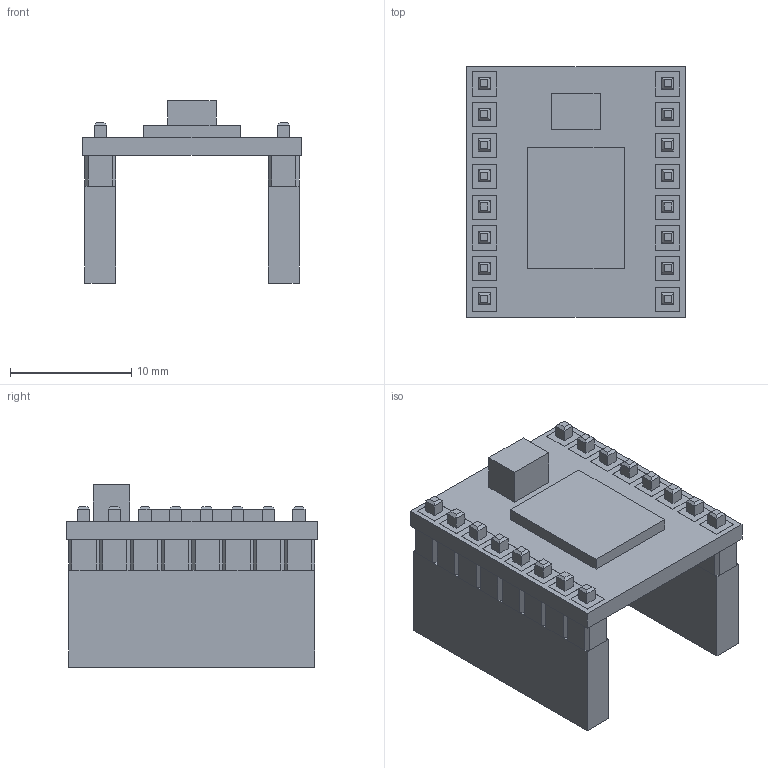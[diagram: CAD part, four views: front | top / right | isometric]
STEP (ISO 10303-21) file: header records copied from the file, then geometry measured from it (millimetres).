
FILE_DESCRIPTION(('FreeCAD Model'),'2;1');
FILE_NAME( 'tbfusao.step', '2018-07-17T10:29:28',('Author'),(''), 'Open CASCADE STEP processor 6.8','FreeCAD','Unknown');
FILE_SCHEMA(('AUTOMOTIVE_DESIGN_CC2 { 1 2 10303 214 -1 1 5 4 }'));
Length unit declared in the file: millimetre
Products named in the file (1): Fusion
Bounding box: 18.03 x 20.7 x 15.04 mm (x, y, z)
Volume: 1777.3 mm3; surface area: 2111.7 mm2
Topology: 1 solids, 1 shells, 410 faces, 980 edges, 574 vertices
Faces by surface type: plane 410
Entity records: 24005 total; most frequent: CARTESIAN_POINT 4067, DIRECTION 3618, LINE 2820, VECTOR 2820, ORIENTED_EDGE 1960, PCURVE 1960, DEFINITIONAL_REPRESENTATION 1960, EDGE_CURVE 980
